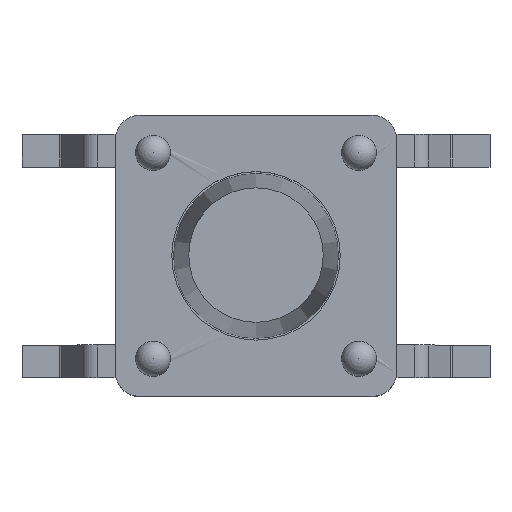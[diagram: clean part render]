
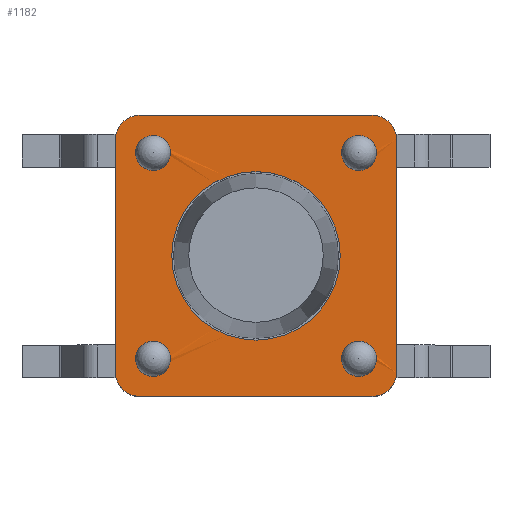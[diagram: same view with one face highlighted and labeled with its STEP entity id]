
A CAD part, top view. The second image highlights one B-rep face of the part: STEP entity #1182.
In plain terms, the highlighted planar face has unit normal (0, 0, 1).
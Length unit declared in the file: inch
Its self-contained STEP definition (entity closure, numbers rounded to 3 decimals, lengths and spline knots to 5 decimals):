
#1052=CARTESIAN_POINT('',(-0.12992,-0.12992,0.12677));
#1053=DIRECTION('',(0.0,0.0,1.0));
#1054=DIRECTION('',(1.0,0.0,0.0));
#1055=AXIS2_PLACEMENT_3D('',#1052,#1053,#1054);
#1056=PLANE('',#1055);
#1057=CARTESIAN_POINT('',(0.09843,0.11811,0.12677));
#1058=VERTEX_POINT('',#1057);
#1059=CARTESIAN_POINT('',(0.11811,0.09843,0.12677));
#1060=VERTEX_POINT('',#1059);
#1061=CARTESIAN_POINT('',(0.09843,0.09843,0.12677));
#1062=DIRECTION('',(0.0,0.0,-1.0));
#1063=DIRECTION('',(0.707,0.707,0.0));
#1064=AXIS2_PLACEMENT_3D('',#1061,#1062,#1063);
#1065=CIRCLE('',#1064,0.01969);
#1066=EDGE_CURVE('',#1058,#1060,#1065,.T.);
#1067=ORIENTED_EDGE('',*,*,#1066,.F.);
#1068=CARTESIAN_POINT('',(-0.09843,0.11811,0.12677));
#1069=VERTEX_POINT('',#1068);
#1070=CARTESIAN_POINT('',(-0.09843,0.11811,0.12677));
#1071=DIRECTION('',(1.0,0.0,0.0));
#1072=VECTOR('',#1071,0.19685);
#1073=LINE('',#1070,#1072);
#1074=EDGE_CURVE('',#1069,#1058,#1073,.T.);
#1075=ORIENTED_EDGE('',*,*,#1074,.F.);
#1076=CARTESIAN_POINT('',(-0.11811,0.09843,0.12677));
#1077=VERTEX_POINT('',#1076);
#1078=CARTESIAN_POINT('',(-0.09843,0.09843,0.12677));
#1079=DIRECTION('',(0.0,0.0,-1.0));
#1080=DIRECTION('',(-0.707,0.707,0.0));
#1081=AXIS2_PLACEMENT_3D('',#1078,#1079,#1080);
#1082=CIRCLE('',#1081,0.01969);
#1083=EDGE_CURVE('',#1077,#1069,#1082,.T.);
#1084=ORIENTED_EDGE('',*,*,#1083,.F.);
#1085=CARTESIAN_POINT('',(-0.11811,-0.09843,0.12677));
#1086=VERTEX_POINT('',#1085);
#1087=CARTESIAN_POINT('',(-0.11811,-0.09843,0.12677));
#1088=DIRECTION('',(0.0,1.0,0.0));
#1089=VECTOR('',#1088,0.19685);
#1090=LINE('',#1087,#1089);
#1091=EDGE_CURVE('',#1086,#1077,#1090,.T.);
#1092=ORIENTED_EDGE('',*,*,#1091,.F.);
#1093=CARTESIAN_POINT('',(-0.09843,-0.11811,0.12677));
#1094=VERTEX_POINT('',#1093);
#1095=CARTESIAN_POINT('',(-0.09843,-0.09843,0.12677));
#1096=DIRECTION('',(0.0,0.0,-1.0));
#1097=DIRECTION('',(-0.707,-0.707,0.0));
#1098=AXIS2_PLACEMENT_3D('',#1095,#1096,#1097);
#1099=CIRCLE('',#1098,0.01969);
#1100=EDGE_CURVE('',#1094,#1086,#1099,.T.);
#1101=ORIENTED_EDGE('',*,*,#1100,.F.);
#1102=CARTESIAN_POINT('',(0.09843,-0.11811,0.12677));
#1103=VERTEX_POINT('',#1102);
#1104=CARTESIAN_POINT('',(0.09843,-0.11811,0.12677));
#1105=DIRECTION('',(-1.0,0.0,0.0));
#1106=VECTOR('',#1105,0.19685);
#1107=LINE('',#1104,#1106);
#1108=EDGE_CURVE('',#1103,#1094,#1107,.T.);
#1109=ORIENTED_EDGE('',*,*,#1108,.F.);
#1110=CARTESIAN_POINT('',(0.11811,-0.09843,0.12677));
#1111=VERTEX_POINT('',#1110);
#1112=CARTESIAN_POINT('',(0.09843,-0.09843,0.12677));
#1113=DIRECTION('',(0.0,0.0,-1.0));
#1114=DIRECTION('',(0.707,-0.707,0.0));
#1115=AXIS2_PLACEMENT_3D('',#1112,#1113,#1114);
#1116=CIRCLE('',#1115,0.01969);
#1117=EDGE_CURVE('',#1111,#1103,#1116,.T.);
#1118=ORIENTED_EDGE('',*,*,#1117,.F.);
#1119=CARTESIAN_POINT('',(0.11811,0.09843,0.12677));
#1120=DIRECTION('',(0.0,-1.0,0.0));
#1121=VECTOR('',#1120,0.19685);
#1122=LINE('',#1119,#1121);
#1123=EDGE_CURVE('',#1060,#1111,#1122,.T.);
#1124=ORIENTED_EDGE('',*,*,#1123,.F.);
#1125=EDGE_LOOP('',(#1067,#1075,#1084,#1092,#1101,#1109,#1118,#1124));
#1126=FACE_OUTER_BOUND('',#1125,.T.);
#1127=CARTESIAN_POINT('',(0.07087,0.,0.12677));
#1128=VERTEX_POINT('',#1127);
#1129=CARTESIAN_POINT('',(0.,0.,0.12677));
#1130=DIRECTION('',(0.0,0.0,-1.0));
#1131=DIRECTION('',(-1.0,0.0,0.0));
#1132=AXIS2_PLACEMENT_3D('',#1129,#1130,#1131);
#1133=CIRCLE('',#1132,0.07087);
#1134=EDGE_CURVE('',#1128,#1128,#1133,.T.);
#1135=ORIENTED_EDGE('',*,*,#1134,.T.);
#1136=EDGE_LOOP('',(#1135));
#1137=FACE_BOUND('',#1136,.T.);
#1138=CARTESIAN_POINT('',(-0.07185,-0.08661,0.12726));
#1139=VERTEX_POINT('',#1138);
#1140=CARTESIAN_POINT('',(-0.08661,-0.08661,0.12677));
#1141=DIRECTION('',(0.0,0.0,1.0));
#1142=DIRECTION('',(-1.0,0.0,0.0));
#1143=AXIS2_PLACEMENT_3D('',#1140,#1141,#1142);
#1144=CIRCLE('',#1143,0.01476);
#1145=EDGE_CURVE('',#1139,#1139,#1144,.T.);
#1146=ORIENTED_EDGE('',*,*,#1145,.F.);
#1147=EDGE_LOOP('',(#1146));
#1148=FACE_BOUND('',#1147,.T.);
#1149=CARTESIAN_POINT('',(0.10138,-0.08661,0.12726));
#1150=VERTEX_POINT('',#1149);
#1151=CARTESIAN_POINT('',(0.08661,-0.08661,0.12677));
#1152=DIRECTION('',(0.0,0.0,1.0));
#1153=DIRECTION('',(-1.0,0.0,0.0));
#1154=AXIS2_PLACEMENT_3D('',#1151,#1152,#1153);
#1155=CIRCLE('',#1154,0.01476);
#1156=EDGE_CURVE('',#1150,#1150,#1155,.T.);
#1157=ORIENTED_EDGE('',*,*,#1156,.F.);
#1158=EDGE_LOOP('',(#1157));
#1159=FACE_BOUND('',#1158,.T.);
#1160=CARTESIAN_POINT('',(0.10138,0.08661,0.12726));
#1161=VERTEX_POINT('',#1160);
#1162=CARTESIAN_POINT('',(0.08661,0.08661,0.12677));
#1163=DIRECTION('',(0.0,0.0,1.0));
#1164=DIRECTION('',(-1.0,0.0,0.0));
#1165=AXIS2_PLACEMENT_3D('',#1162,#1163,#1164);
#1166=CIRCLE('',#1165,0.01476);
#1167=EDGE_CURVE('',#1161,#1161,#1166,.T.);
#1168=ORIENTED_EDGE('',*,*,#1167,.F.);
#1169=EDGE_LOOP('',(#1168));
#1170=FACE_BOUND('',#1169,.T.);
#1171=CARTESIAN_POINT('',(-0.07185,0.08661,0.12726));
#1172=VERTEX_POINT('',#1171);
#1173=CARTESIAN_POINT('',(-0.08661,0.08661,0.12677));
#1174=DIRECTION('',(0.0,0.0,1.0));
#1175=DIRECTION('',(-1.0,0.0,0.0));
#1176=AXIS2_PLACEMENT_3D('',#1173,#1174,#1175);
#1177=CIRCLE('',#1176,0.01476);
#1178=EDGE_CURVE('',#1172,#1172,#1177,.T.);
#1179=ORIENTED_EDGE('',*,*,#1178,.F.);
#1180=EDGE_LOOP('',(#1179));
#1181=FACE_BOUND('',#1180,.T.);
#1182=ADVANCED_FACE('',(#1126,#1137,#1148,#1159,#1170,#1181),#1056,.T.);
